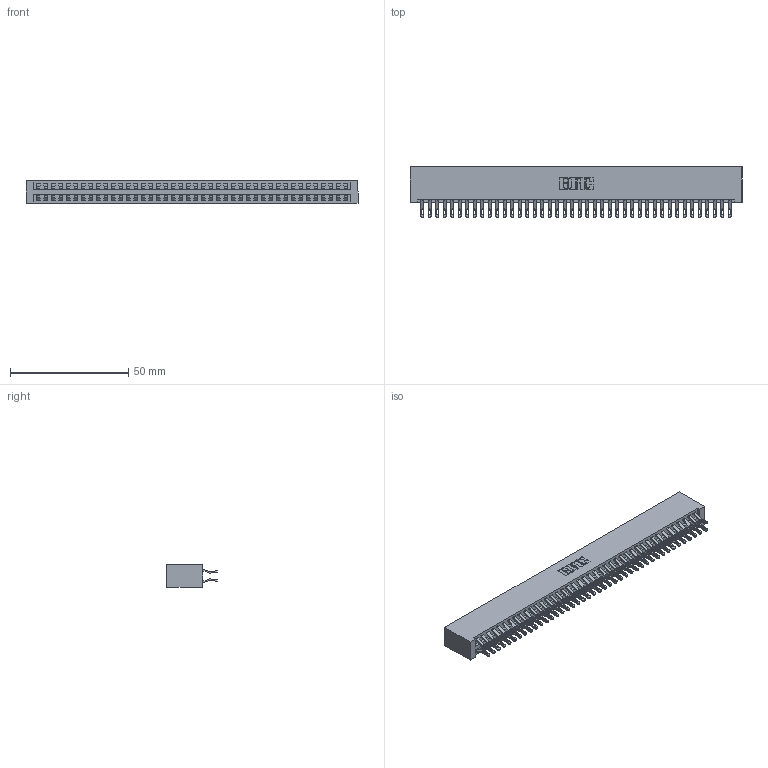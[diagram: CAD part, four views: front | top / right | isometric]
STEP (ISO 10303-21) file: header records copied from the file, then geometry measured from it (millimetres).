
FILE_DESCRIPTION (( 'STEP AP203' ), '1' );
FILE_NAME ('346-084-555-201.STEP', '2022-05-25T20:23:59', ( '' ), ( '' ), 'SwSTEP 2.0', 'SolidWorks 2020', '' );
FILE_SCHEMA (( 'CONFIG_CONTROL_DESIGN' ));
Length unit declared in the file: inch
Products named in the file (3): 346 Part_No Mounting Lugs; 346-084-555-201; 345-292-001_555 Tail
Assembly tree (85 placements, depth 2):
  346-084-555-201
    346 Part_No Mounting Lugs
    345-292-001_555 Tail  x84
Bounding box: 140.59 x 21.46 x 9.4 mm (x, y, z)
Volume: 14526.1 mm3; surface area: 20998.8 mm2
Topology: 85 solids, 85 shells, 4986 faces, 15677 edges, 10450 vertices
Faces by surface type: plane 2844, cylinder 2142
Entity records: 27459 total; most frequent: CARTESIAN_POINT 4558, ORIENTED_EDGE 4462, DIRECTION 4031, EDGE_CURVE 2231, LINE 1919, VECTOR 1919, VERTEX_POINT 1486, AXIS2_PLACEMENT_3D 1056
